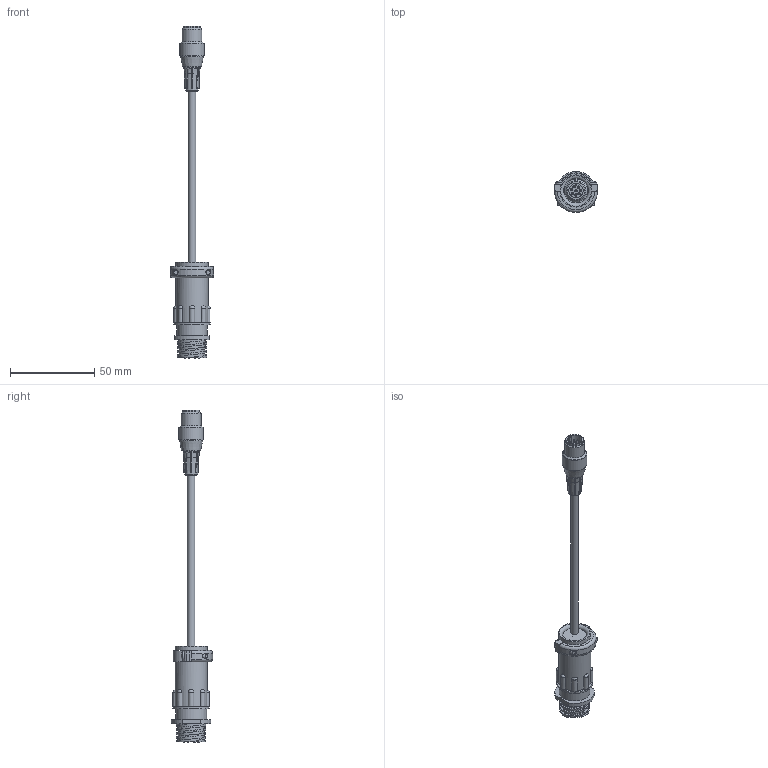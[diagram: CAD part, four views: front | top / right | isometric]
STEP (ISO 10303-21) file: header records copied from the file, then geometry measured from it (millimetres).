
FILE_DESCRIPTION(/* description */ (''),/* implementation_level */ '2;1');
FILE_NAME(/* name */ 'CMX2148.stp',/* time_stamp */ '2017-05-08T12:09:48-04:00',/* author */ ('aneininger'),/* organization */ ('CONNECTION TECHNOLOGY CENTER'),/* preprocessor_version */ 'ST-DEVELOPER v16.5',/* originating_system */ 'Autodesk Inventor 2017',/* authorisation */ '');
FILE_SCHEMA (('AUTOMOTIVE_DESIGN { 1 0 10303 214 3 1 1 }'));
Length unit declared in the file: inch
Products named in the file (1): CMX2148
Bounding box: 25.53 x 24.34 x 196.85 mm (x, y, z)
Volume: 20450.8 mm3; surface area: 12942.4 mm2
Topology: 3 solids, 3 shells, 692 faces, 1796 edges, 1129 vertices
Faces by surface type: plane 440, cylinder 167, bspline 46, cone 17, torus 12, sphere 10
Full cylindrical faces by diameter (mm): 0.787 x8, 1.27 x8, 1.397 x8, 2.362 x8, 2.54 x2, 2.667 x4, 2.718 x4, 2.794 x2, 2.845 x4, 3.327 x4, 4.445 x1, 8.382 x1, 8.433 x1, 9.525 x1, 9.779 x1, 9.906 x1, 10.414 x1, 10.77 x1, 10.922 x1, 11.836 x1, 13.716 x1, 14.58 x1, 18.288 x1, 19.05 x2, 21.59 x1
Entity records: 24285 total; most frequent: CARTESIAN_POINT 7289, ORIENTED_EDGE 3330, DIRECTION 3284, EDGE_CURVE 1665, AXIS2_PLACEMENT_3D 1146, VERTEX_POINT 1089, LINE 992, VECTOR 992
